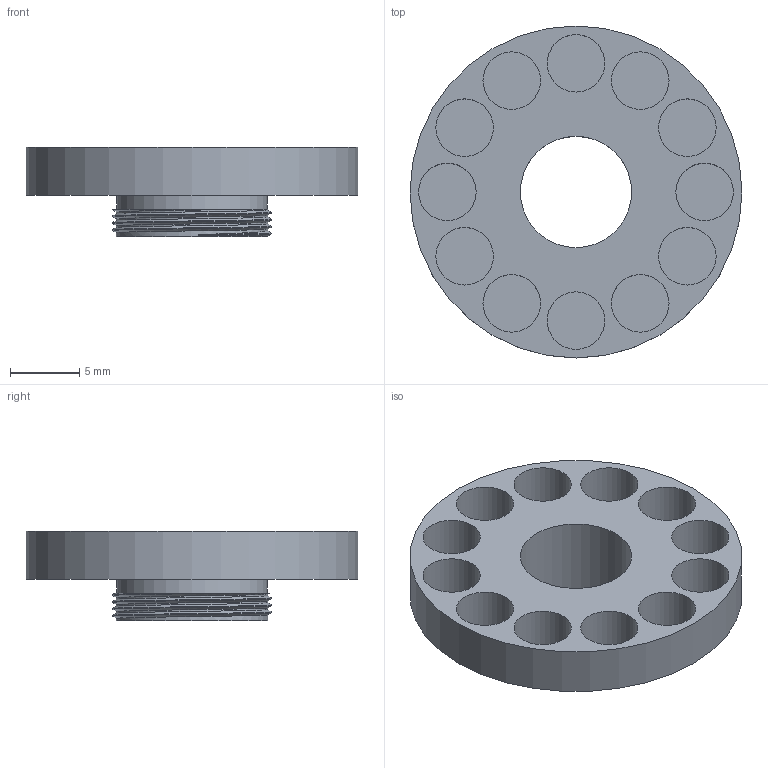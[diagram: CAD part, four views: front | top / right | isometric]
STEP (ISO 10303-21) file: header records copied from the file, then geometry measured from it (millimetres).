
FILE_DESCRIPTION(('Open CASCADE Model'),'2;1');
FILE_NAME('Open CASCADE Shape Model','2025-01-15T22:57:30',('Author'),( 'Open CASCADE'),'Open CASCADE STEP processor 7.7','Open CASCADE 7.7' ,'Unknown');
FILE_SCHEMA(('AUTOMOTIVE_DESIGN { 1 0 10303 214 1 1 1 1 }'));
Length unit declared in the file: millimetre
Products named in the file (1): Open CASCADE STEP translator 7.7 1
Bounding box: 24 x 24 x 6.5 mm (x, y, z)
Volume: 1003.7 mm3; surface area: 1898.9 mm2
Topology: 1 solids, 1 shells, 42 faces, 74 edges, 48 vertices
Faces by surface type: cylinder 20, plane 16, bspline 6
Full cylindrical faces by diameter (mm): 4.16 x12, 8.05 x1, 10.9 x1, 10.959 x4, 24 x1
Entity records: 4905 total; most frequent: CARTESIAN_POINT 3387, DIRECTION 264, ORIENTED_EDGE 148, PCURVE 148, DEFINITIONAL_REPRESENTATION 148, LINE 107, VECTOR 107, EDGE_CURVE 74
